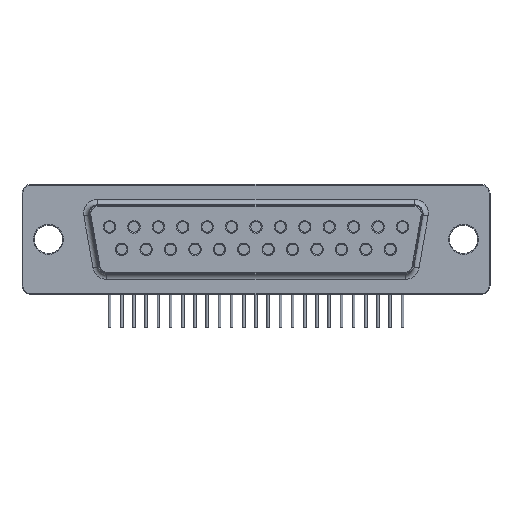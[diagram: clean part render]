
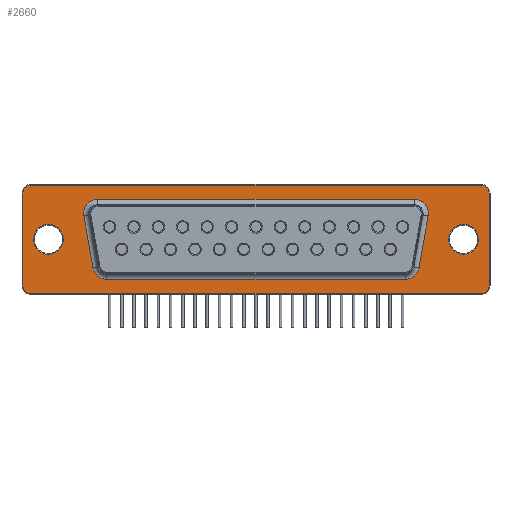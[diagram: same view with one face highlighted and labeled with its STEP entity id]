
A CAD part, front view. The second image highlights one B-rep face of the part: STEP entity #2660.
In plain terms, the highlighted planar face has unit normal (0, -1, 0).
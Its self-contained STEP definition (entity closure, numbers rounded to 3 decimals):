
#29=DIRECTION('',(0.,1.,0.));
#30=DIRECTION('',(0.,0.,1.));
#36=VECTOR('',#37,1.);
#37=DIRECTION('',(1.,0.,0.));
#60=DIRECTION('',(0.,0.,-1.));
#66=VECTOR('',#67,1.);
#67=DIRECTION('',(-1.,0.,0.));
#81=PLANE('',#82);
#82=AXIS2_PLACEMENT_3D('',#83,#84,#37);
#83=CARTESIAN_POINT('',(-16.62,-12.24,6.25));
#84=DIRECTION('',(0.,-1.,0.));
#2202=DIRECTION('',(0.985,0.,-0.173));
#2229=DIRECTION('',(-0.985,0.,-0.173));
#2414=CARTESIAN_POINT('',(-34.579,-12.24,9.2));
#2444=VECTOR('',#2445,1.);
#2445=DIRECTION('',(-0.173,0.,0.985));
#2466=CARTESIAN_POINT('',(1.339,-12.24,9.2));
#2484=CARTESIAN_POINT('',(-33.545,-12.24,3.3));
#2497=VECTOR('',#2498,1.);
#2498=DIRECTION('',(-0.173,0.,-0.985));
#2528=CARTESIAN_POINT('',(0.305,-12.24,3.3));
#2534=VERTEX_POINT('',#2535);
#2535=CARTESIAN_POINT('',(-36.155,-12.24,8.924));
#2543=VERTEX_POINT('',#2544);
#2544=CARTESIAN_POINT('',(-34.579,-12.24,10.8));
#2551=EDGE_CURVE('',#2534,#2543,#2552,.T.);
#2552=CIRCLE('',#2553,1.6);
#2553=AXIS2_PLACEMENT_3D('',#2414,#29,#2229);
#2559=ORIENTED_EDGE('',*,*,#2560,.T.);
#2560=EDGE_CURVE('',#2543,#2561,#2563,.T.);
#2561=VERTEX_POINT('',#2562);
#2562=CARTESIAN_POINT('',(1.339,-12.24,10.8));
#2563=LINE('',#2544,#36);
#2576=VERTEX_POINT('',#2577);
#2577=CARTESIAN_POINT('',(-35.121,-12.24,3.024));
#2581=ORIENTED_EDGE('',*,*,#2582,.T.);
#2582=EDGE_CURVE('',#2576,#2534,#2583,.T.);
#2583=LINE('',#2577,#2444);
#2591=VERTEX_POINT('',#2592);
#2592=CARTESIAN_POINT('',(2.915,-12.24,8.924));
#2597=EDGE_CURVE('',#2561,#2591,#2598,.T.);
#2598=CIRCLE('',#2599,1.6);
#2599=AXIS2_PLACEMENT_3D('',#2466,#29,#30);
#2607=VERTEX_POINT('',#2608);
#2608=CARTESIAN_POINT('',(-33.545,-12.24,1.7));
#2613=EDGE_CURVE('',#2607,#2576,#2614,.T.);
#2614=CIRCLE('',#2615,1.6);
#2615=AXIS2_PLACEMENT_3D('',#2484,#29,#60);
#2621=ORIENTED_EDGE('',*,*,#2622,.T.);
#2622=EDGE_CURVE('',#2591,#2623,#2625,.T.);
#2623=VERTEX_POINT('',#2624);
#2624=CARTESIAN_POINT('',(1.881,-12.24,3.024));
#2625=LINE('',#2592,#2497);
#2639=VERTEX_POINT('',#2640);
#2640=CARTESIAN_POINT('',(0.305,-12.24,1.7));
#2646=ORIENTED_EDGE('',*,*,#2647,.T.);
#2647=EDGE_CURVE('',#2639,#2607,#2648,.T.);
#2648=LINE('',#2640,#66);
#2655=EDGE_CURVE('',#2623,#2639,#2656,.T.);
#2656=CIRCLE('',#2657,1.6);
#2657=AXIS2_PLACEMENT_3D('',#2528,#29,#2202);
#2660=ADVANCED_FACE('',(#2661,#2667,#2719,#2728),#81,.T.);
#2661=FACE_BOUND('',#2662,.T.);
#2662=EDGE_LOOP('',(#2663,#2581,#2664,#2559,#2665,#2621,#2666,#2646));
#2663=ORIENTED_EDGE('',*,*,#2613,.T.);
#2664=ORIENTED_EDGE('',*,*,#2551,.T.);
#2665=ORIENTED_EDGE('',*,*,#2597,.T.);
#2666=ORIENTED_EDGE('',*,*,#2655,.T.);
#2667=FACE_BOUND('',#2668,.T.);
#2668=EDGE_LOOP('',(#2669,#2678,#2684,#2691,#2696,#2703,#2709,#2716));
#2669=ORIENTED_EDGE('',*,*,#2670,.T.);
#2670=EDGE_CURVE('',#2671,#2673,#2675,.T.);
#2671=VERTEX_POINT('',#2672);
#2672=CARTESIAN_POINT('',(-42.17,-12.24,12.4));
#2673=VERTEX_POINT('',#2674);
#2674=CARTESIAN_POINT('',(-43.07,-12.24,11.5));
#2675=CIRCLE('',#2676,0.9);
#2676=AXIS2_PLACEMENT_3D('',#2677,#84,#30);
#2677=CARTESIAN_POINT('',(-42.17,-12.24,11.5));
#2678=ORIENTED_EDGE('',*,*,#2679,.T.);
#2679=EDGE_CURVE('',#2673,#2680,#2682,.T.);
#2680=VERTEX_POINT('',#2681);
#2681=CARTESIAN_POINT('',(-43.07,-12.24,1.));
#2682=LINE('',#2674,#2683);
#2683=VECTOR('',#60,1.);
#2684=ORIENTED_EDGE('',*,*,#2685,.T.);
#2685=EDGE_CURVE('',#2680,#2686,#2688,.T.);
#2686=VERTEX_POINT('',#2687);
#2687=CARTESIAN_POINT('',(-42.17,-12.24,0.1));
#2688=CIRCLE('',#2689,0.9);
#2689=AXIS2_PLACEMENT_3D('',#2690,#84,#67);
#2690=CARTESIAN_POINT('',(-42.17,-12.24,1.));
#2691=ORIENTED_EDGE('',*,*,#2692,.T.);
#2692=EDGE_CURVE('',#2686,#2693,#2695,.T.);
#2693=VERTEX_POINT('',#2694);
#2694=CARTESIAN_POINT('',(8.93,-12.24,0.1));
#2695=LINE('',#2687,#36);
#2696=ORIENTED_EDGE('',*,*,#2697,.T.);
#2697=EDGE_CURVE('',#2693,#2698,#2700,.T.);
#2698=VERTEX_POINT('',#2699);
#2699=CARTESIAN_POINT('',(9.83,-12.24,1.));
#2700=CIRCLE('',#2701,0.9);
#2701=AXIS2_PLACEMENT_3D('',#2702,#84,#60);
#2702=CARTESIAN_POINT('',(8.93,-12.24,1.));
#2703=ORIENTED_EDGE('',*,*,#2704,.T.);
#2704=EDGE_CURVE('',#2698,#2705,#2707,.T.);
#2705=VERTEX_POINT('',#2706);
#2706=CARTESIAN_POINT('',(9.83,-12.24,11.5));
#2707=LINE('',#2699,#2708);
#2708=VECTOR('',#30,1.);
#2709=ORIENTED_EDGE('',*,*,#2710,.T.);
#2710=EDGE_CURVE('',#2705,#2711,#2713,.T.);
#2711=VERTEX_POINT('',#2712);
#2712=CARTESIAN_POINT('',(8.93,-12.24,12.4));
#2713=CIRCLE('',#2714,0.9);
#2714=AXIS2_PLACEMENT_3D('',#2715,#84,#37);
#2715=CARTESIAN_POINT('',(8.93,-12.24,11.5));
#2716=ORIENTED_EDGE('',*,*,#2717,.T.);
#2717=EDGE_CURVE('',#2711,#2671,#2718,.T.);
#2718=LINE('',#2712,#66);
#2719=FACE_BOUND('',#2720,.T.);
#2720=EDGE_LOOP('',(#2721));
#2721=ORIENTED_EDGE('',*,*,#2722,.F.);
#2722=EDGE_CURVE('',#2723,#2723,#2725,.T.);
#2723=VERTEX_POINT('',#2724);
#2724=CARTESIAN_POINT('',(8.63,-12.24,6.25));
#2725=CIRCLE('',#2726,1.7);
#2726=AXIS2_PLACEMENT_3D('',#2727,#84,#37);
#2727=CARTESIAN_POINT('',(6.93,-12.24,6.25));
#2728=FACE_BOUND('',#2729,.T.);
#2729=EDGE_LOOP('',(#2730));
#2730=ORIENTED_EDGE('',*,*,#2731,.F.);
#2731=EDGE_CURVE('',#2732,#2732,#2734,.T.);
#2732=VERTEX_POINT('',#2733);
#2733=CARTESIAN_POINT('',(-38.47,-12.24,6.25));
#2734=CIRCLE('',#2735,1.7);
#2735=AXIS2_PLACEMENT_3D('',#2736,#84,#37);
#2736=CARTESIAN_POINT('',(-40.17,-12.24,6.25));
